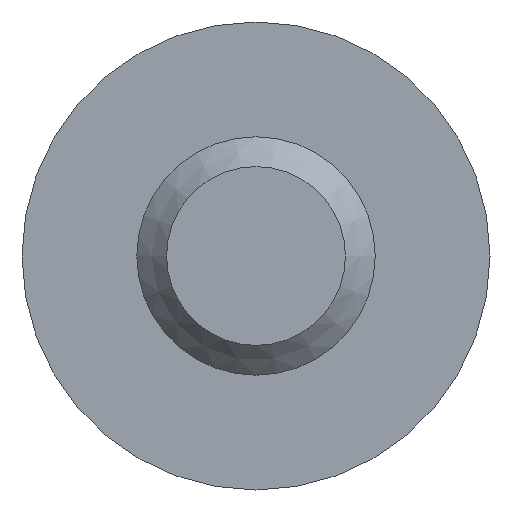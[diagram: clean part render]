
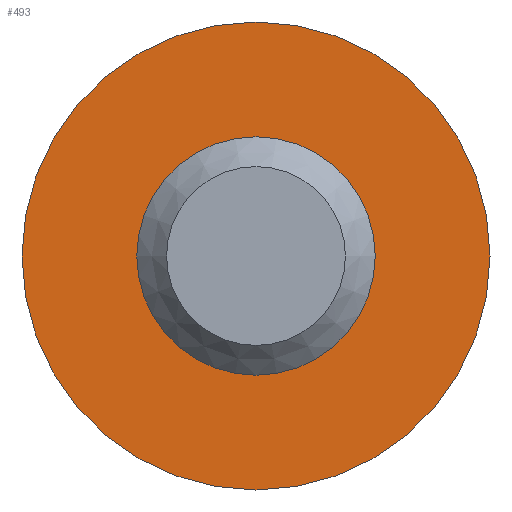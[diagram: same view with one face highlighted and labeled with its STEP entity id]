
A CAD part, front view. The second image highlights one B-rep face of the part: STEP entity #493.
In plain terms, the highlighted planar face has unit normal (0, -1, 0).
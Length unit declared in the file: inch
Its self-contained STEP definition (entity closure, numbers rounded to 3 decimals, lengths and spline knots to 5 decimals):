
#128=PLANE('',#540);
#135=FACE_BOUND('',#210,.T.);
#170=FACE_OUTER_BOUND('',#209,.T.);
#209=EDGE_LOOP('',(#452));
#210=EDGE_LOOP('',(#453));
#213=CIRCLE('',#500,0.095);
#221=CIRCLE('',#539,0.1865);
#224=VERTEX_POINT('',#672);
#258=VERTEX_POINT('',#924);
#261=EDGE_CURVE('',#224,#224,#213,.T.);
#323=EDGE_CURVE('',#258,#258,#221,.T.);
#452=ORIENTED_EDGE('',*,*,#323,.T.);
#453=ORIENTED_EDGE('',*,*,#261,.F.);
#493=ADVANCED_FACE('',(#170,#135),#128,.T.);
#500=AXIS2_PLACEMENT_3D('',#673,#551,#552);
#539=AXIS2_PLACEMENT_3D('',#925,#661,#662);
#540=AXIS2_PLACEMENT_3D('',#926,#663,#664);
#551=DIRECTION('center_axis',(0.,-1.,0.));
#552=DIRECTION('ref_axis',(1.,0.,0.));
#661=DIRECTION('center_axis',(0.,-1.,0.));
#662=DIRECTION('ref_axis',(1.,0.,0.));
#663=DIRECTION('center_axis',(0.,-1.,0.));
#664=DIRECTION('ref_axis',(0.,0.,-1.));
#672=CARTESIAN_POINT('',(0.095,0.,0.));
#673=CARTESIAN_POINT('Origin',(0.,0.,0.));
#924=CARTESIAN_POINT('',(0.1865,0.,0.));
#925=CARTESIAN_POINT('Origin',(0.,0.,0.));
#926=CARTESIAN_POINT('Origin',(0.14075,0.,0.));
